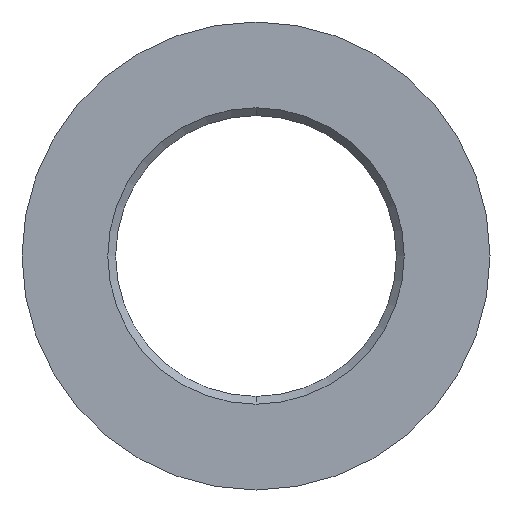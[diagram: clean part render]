
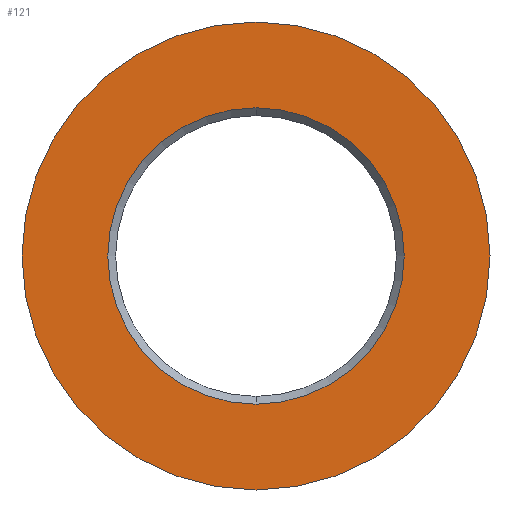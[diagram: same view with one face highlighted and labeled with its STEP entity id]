
A CAD part, front view. The second image highlights one B-rep face of the part: STEP entity #121.
In plain terms, the highlighted planar face has unit normal (0, -1, 0).
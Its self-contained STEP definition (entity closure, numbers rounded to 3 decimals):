
#2 = CARTESIAN_POINT ( 'NONE',  ( -9., 0., 0. ) ) ;
#4 = EDGE_LOOP ( 'NONE', ( #239, #82 ) ) ;
#10 = VERTEX_POINT ( 'NONE', #120 ) ;
#24 = CIRCLE ( 'NONE', #188, 15. ) ;
#37 = EDGE_CURVE ( 'NONE', #266, #144, #119, .T. ) ;
#39 = FACE_OUTER_BOUND ( 'NONE', #4, .T. ) ;
#47 = DIRECTION ( 'NONE',  ( 0., 0., -1. ) ) ;
#50 = CARTESIAN_POINT ( 'NONE',  ( 0., 0., -9.5 ) ) ;
#56 = AXIS2_PLACEMENT_3D ( 'NONE', #93, #308, #261 ) ;
#58 = ORIENTED_EDGE ( 'NONE', *, *, #37, .T. ) ;
#82 = ORIENTED_EDGE ( 'NONE', *, *, #211, .F. ) ;
#90 = CARTESIAN_POINT ( 'NONE',  ( 0., 0., 0. ) ) ;
#93 = CARTESIAN_POINT ( 'NONE',  ( 0., 0., 0. ) ) ;
#119 = CIRCLE ( 'NONE', #56, 9.5 ) ;
#120 = CARTESIAN_POINT ( 'NONE',  ( 0., 0., -15. ) ) ;
#121 = ADVANCED_FACE ( 'NONE', ( #164, #39 ), #286, .T. ) ;
#130 = EDGE_CURVE ( 'NONE', #144, #266, #166, .T. ) ;
#135 = VERTEX_POINT ( 'NONE', #250 ) ;
#138 = CARTESIAN_POINT ( 'NONE',  ( 0., 0., 0. ) ) ;
#141 = DIRECTION ( 'NONE',  ( 0., 0., 1. ) ) ;
#144 = VERTEX_POINT ( 'NONE', #50 ) ;
#164 = FACE_BOUND ( 'NONE', #244, .T. ) ;
#166 = CIRCLE ( 'NONE', #174, 9.5 ) ;
#167 = DIRECTION ( 'NONE',  ( 0., 0., 1. ) ) ;
#170 = AXIS2_PLACEMENT_3D ( 'NONE', #90, #305, #167 ) ;
#173 = DIRECTION ( 'NONE',  ( 0., -1., 0. ) ) ;
#174 = AXIS2_PLACEMENT_3D ( 'NONE', #245, #225, #219 ) ;
#188 = AXIS2_PLACEMENT_3D ( 'NONE', #138, #258, #141 ) ;
#202 = CIRCLE ( 'NONE', #170, 15. ) ;
#211 = EDGE_CURVE ( 'NONE', #10, #135, #24, .T. ) ;
#219 = DIRECTION ( 'NONE',  ( 0., 0., -1. ) ) ;
#225 = DIRECTION ( 'NONE',  ( 0., 1., 0. ) ) ;
#234 = AXIS2_PLACEMENT_3D ( 'NONE', #2, #173, #47 ) ;
#239 = ORIENTED_EDGE ( 'NONE', *, *, #263, .F. ) ;
#244 = EDGE_LOOP ( 'NONE', ( #309, #58 ) ) ;
#245 = CARTESIAN_POINT ( 'NONE',  ( 0., 0., 0. ) ) ;
#250 = CARTESIAN_POINT ( 'NONE',  ( 0., 0., 15. ) ) ;
#258 = DIRECTION ( 'NONE',  ( 0., 1., 0. ) ) ;
#261 = DIRECTION ( 'NONE',  ( 0., 0., -1. ) ) ;
#263 = EDGE_CURVE ( 'NONE', #135, #10, #202, .T. ) ;
#266 = VERTEX_POINT ( 'NONE', #284 ) ;
#284 = CARTESIAN_POINT ( 'NONE',  ( 0., 0., 9.5 ) ) ;
#286 = PLANE ( 'NONE',  #234 ) ;
#305 = DIRECTION ( 'NONE',  ( 0., 1., 0. ) ) ;
#308 = DIRECTION ( 'NONE',  ( 0., 1., 0. ) ) ;
#309 = ORIENTED_EDGE ( 'NONE', *, *, #130, .T. ) ;
